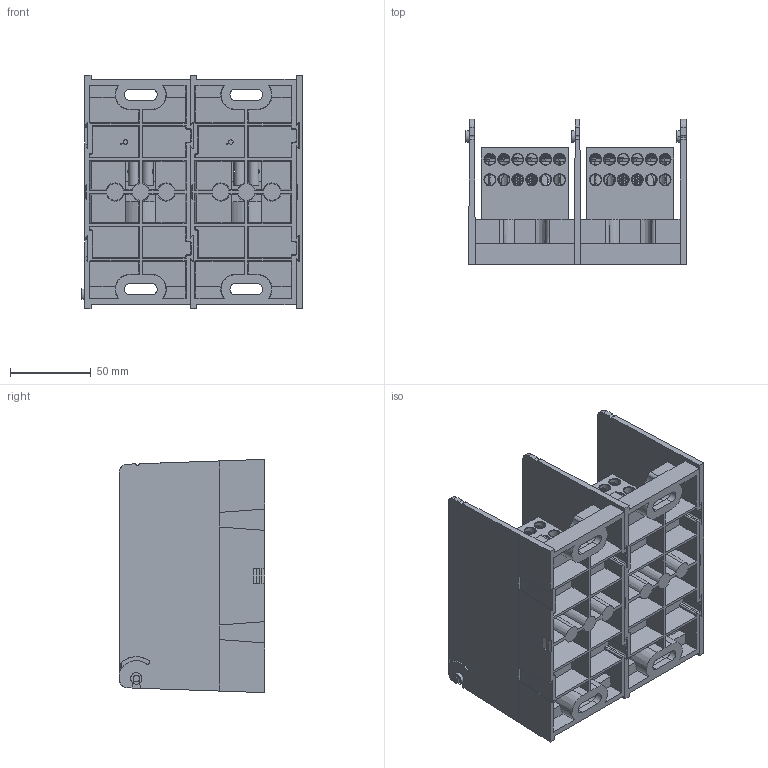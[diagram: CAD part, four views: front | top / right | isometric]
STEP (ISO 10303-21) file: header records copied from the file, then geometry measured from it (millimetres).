
FILE_DESCRIPTION (( 'STEP AP214' ), '1' );
FILE_NAME ('702018rev-2P.STEP', '2015-06-18T18:48:43', ( '' ), ( '' ), 'SwSTEP 2.0', 'SolidWorks 2014', '' );
FILE_SCHEMA (( 'AUTOMOTIVE_DESIGN' ));
Length unit declared in the file: inch
Products named in the file (1): 702018rev-2P
Bounding box: 136.78 x 90.17 x 144.78 mm (x, y, z)
Surface area: 205927.6 mm2 (no closed solid volume)
Topology: 0 solids, 84 shells, 1086 faces, 3962 edges, 2819 vertices
Faces by surface type: plane 414, cone 365, cylinder 307
Entity records: 72792 total; most frequent: CARTESIAN_POINT 27316, ORIENTED_EDGE 6424, DIRECTION 5719, EDGE_CURVE 3962, VERTEX_POINT 2819, LINE 2151, VECTOR 2151, AXIS2_PLACEMENT_3D 1784
